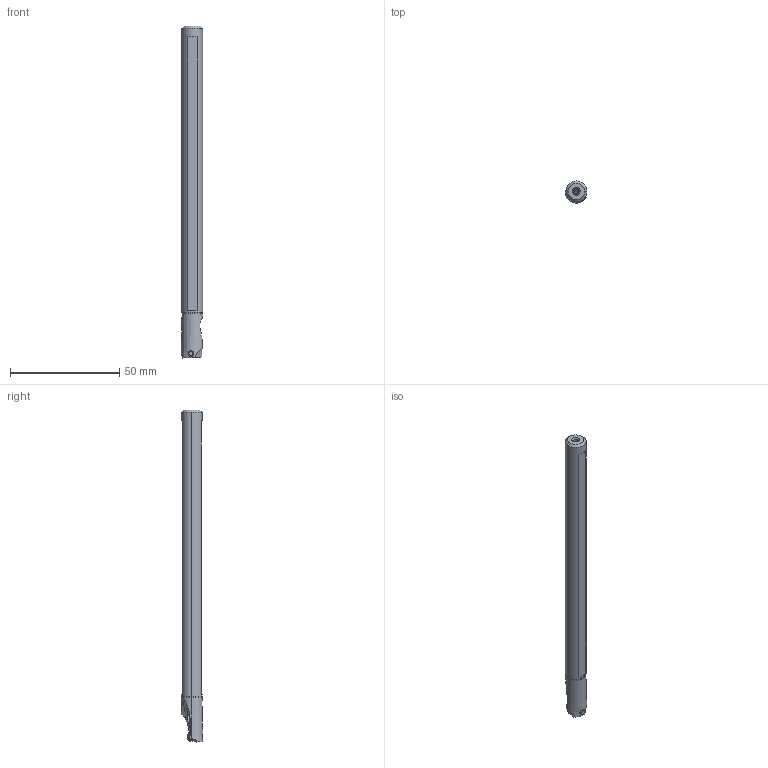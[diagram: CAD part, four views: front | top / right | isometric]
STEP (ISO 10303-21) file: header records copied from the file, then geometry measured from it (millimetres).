
FILE_DESCRIPTION(/* description */ (''),/* implementation_level */ '2;1');
FILE_NAME(/* name */ 'S-FSTUPR-061_8-C.stp',/* time_stamp */ '2021-11-11T11:27:08+09:00',/* author */ (''),/* organization */ (''),/* preprocessor_version */ 'ST-DEVELOPER v16',/* originating_system */ 'SIEMENS PLM Software NX 10.0',/* authorisation */ '');
FILE_SCHEMA (('AUTOMOTIVE_DESIGN { 1 0 10303 214 3 1 1 1 }'));
Length unit declared in the file: millimetre
Products named in the file (1): S-FSTUPR-061_8-C_ASM
Bounding box: 9.86 x 9.99 x 151.92 mm (x, y, z)
Volume: 9307 mm3; surface area: 5800.3 mm2
Topology: 2 solids, 2 shells, 102 faces, 275 edges, 178 vertices
Faces by surface type: cylinder 37, plane 31, cone 18, torus 10, sphere 6
Entity records: 4144 total; most frequent: CARTESIAN_POINT 1538, ORIENTED_EDGE 542, DIRECTION 521, EDGE_CURVE 271, AXIS2_PLACEMENT_3D 213, VERTEX_POINT 175, EDGE_LOOP 108, ADVANCED_FACE 102
